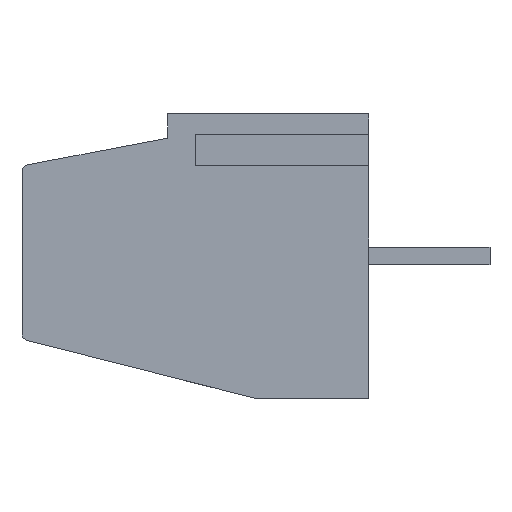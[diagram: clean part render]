
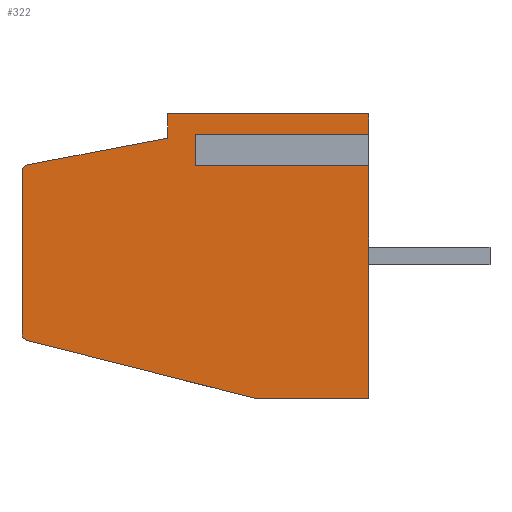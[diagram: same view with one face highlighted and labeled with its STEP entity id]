
A CAD part, left-side view. The second image highlights one B-rep face of the part: STEP entity #322.
In plain terms, the highlighted planar face has unit normal (-1, 0, 0).
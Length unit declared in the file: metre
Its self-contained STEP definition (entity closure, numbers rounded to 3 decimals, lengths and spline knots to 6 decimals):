
#322=ADVANCED_FACE('0:276',(#690),#691,.T.);
#690=FACE_OUTER_BOUND('',#1086,.T.);
#691=PLANE('',#1087);
#1086=EDGE_LOOP('',(#1989,#1990,#1991,#1992,#1993,#1994,#1995,#1996,#1997,#1998,#1999,#2000,#2001));
#1087=AXIS2_PLACEMENT_3D('',#2002,#2003,#2004);
#1989=ORIENTED_EDGE('',*,*,#2532,.T.);
#1990=ORIENTED_EDGE('',*,*,#2529,.T.);
#1991=ORIENTED_EDGE('',*,*,#2526,.T.);
#1992=ORIENTED_EDGE('',*,*,#2490,.T.);
#1993=ORIENTED_EDGE('',*,*,#2467,.T.);
#1994=ORIENTED_EDGE('',*,*,#2636,.T.);
#1995=ORIENTED_EDGE('',*,*,#2637,.T.);
#1996=ORIENTED_EDGE('',*,*,#2638,.F.);
#1997=ORIENTED_EDGE('',*,*,#2463,.T.);
#1998=ORIENTED_EDGE('',*,*,#2367,.T.);
#1999=ORIENTED_EDGE('',*,*,#2363,.T.);
#2000=ORIENTED_EDGE('',*,*,#2360,.T.);
#2001=ORIENTED_EDGE('',*,*,#2357,.T.);
#2002=CARTESIAN_POINT('',(-0.0075,0.0,0.0));
#2003=DIRECTION('',(-1.0,0.0,0.0));
#2004=DIRECTION('',(0.0,0.0,1.0));
#2357=EDGE_CURVE('0:426',#2837,#2835,#2838,.T.);
#2360=EDGE_CURVE('0:432',#2841,#2837,#2842,.T.);
#2363=EDGE_CURVE('0:438',#2845,#2841,#2846,.T.);
#2367=EDGE_CURVE('0:447',#2851,#2845,#2852,.T.);
#2463=EDGE_CURVE('0:666',#2999,#2851,#3000,.T.);
#2467=EDGE_CURVE('0:678',#2996,#3005,#3007,.T.);
#2490=EDGE_CURVE('0:729',#3040,#2996,#3041,.T.);
#2526=EDGE_CURVE('0:819',#3098,#3040,#3099,.T.);
#2529=EDGE_CURVE('0:825',#3102,#3098,#3103,.T.);
#2532=EDGE_CURVE('0:831',#2835,#3102,#3106,.T.);
#2636=EDGE_CURVE('0:1077',#3005,#3238,#3239,.T.);
#2637=EDGE_CURVE('0:1080',#3238,#3240,#3241,.T.);
#2638=EDGE_CURVE('0:1083',#2999,#3240,#3242,.T.);
#2835=VERTEX_POINT('',#3582);
#2837=VERTEX_POINT('',#3585);
#2838=CIRCLE('',#3586,0.0002);
#2841=VERTEX_POINT('',#3590);
#2842=LINE('',#3591,#3592);
#2845=VERTEX_POINT('',#3596);
#2846=LINE('',#3597,#3598);
#2851=VERTEX_POINT('',#3605);
#2852=LINE('',#3606,#3607);
#2996=VERTEX_POINT('',#3821);
#2999=VERTEX_POINT('',#3826);
#3000=LINE('',#3827,#3828);
#3005=VERTEX_POINT('',#3835);
#3007=LINE('',#3838,#3839);
#3040=VERTEX_POINT('',#3888);
#3041=LINE('',#3889,#3890);
#3098=VERTEX_POINT('',#3976);
#3099=LINE('',#3977,#3978);
#3102=VERTEX_POINT('',#3982);
#3103=CIRCLE('',#3983,0.0002);
#3106=LINE('',#3987,#3988);
#3238=VERTEX_POINT('',#4210);
#3239=LINE('',#4211,#4212);
#3240=VERTEX_POINT('',#4213);
#3241=LINE('',#4214,#4215);
#3242=LINE('',#4216,#4217);
#3582=CARTESIAN_POINT('',(-0.0075,0.005,-0.001666));
#3585=CARTESIAN_POINT('',(-0.0075,0.004837,-0.001469));
#3586=AXIS2_PLACEMENT_3D('',#4482,#4483,#4484);
#3590=CARTESIAN_POINT('',(-0.0075,0.0008,-0.0007));
#3591=CARTESIAN_POINT('',(-0.0075,0.0008,-0.0007));
#3592=VECTOR('',#4486,0.00411);
#3596=CARTESIAN_POINT('',(-0.0075,0.0008,0.0));
#3597=CARTESIAN_POINT('',(-0.0075,0.0008,0.0));
#3598=VECTOR('',#4488,0.0007);
#3605=CARTESIAN_POINT('',(-0.0075,-0.005,0.0));
#3606=CARTESIAN_POINT('',(-0.0075,-0.005,0.0));
#3607=VECTOR('',#4491,0.0058);
#3821=CARTESIAN_POINT('',(-0.0075,-0.005,-0.0082));
#3826=CARTESIAN_POINT('',(-0.0075,-0.005,-0.0008));
#3827=CARTESIAN_POINT('',(-0.0075,-0.005,-0.0008));
#3828=VECTOR('',#4564,0.0008);
#3835=CARTESIAN_POINT('',(-0.0075,-0.005,-0.0013));
#3838=CARTESIAN_POINT('',(-0.0075,-0.005,-0.0082));
#3839=VECTOR('',#4568,0.0069);
#3888=CARTESIAN_POINT('',(-0.0075,-0.0017,-0.0082));
#3889=CARTESIAN_POINT('',(-0.0075,-0.0017,-0.0082));
#3890=VECTOR('',#4585,0.0033);
#3976=CARTESIAN_POINT('',(-0.0075,0.004849,-0.006538));
#3977=CARTESIAN_POINT('',(-0.0075,0.004849,-0.006538));
#3978=VECTOR('',#4615,0.006757);
#3982=CARTESIAN_POINT('',(-0.0075,0.005,-0.006344));
#3983=AXIS2_PLACEMENT_3D('',#4617,#4618,#4619);
#3987=CARTESIAN_POINT('',(-0.0075,0.005,-0.001666));
#3988=VECTOR('',#4621,0.004679);
#4210=CARTESIAN_POINT('',(-0.0075,0.0,-0.0013));
#4211=CARTESIAN_POINT('',(-0.0075,-0.005,-0.0013));
#4212=VECTOR('',#4742,0.005);
#4213=CARTESIAN_POINT('',(-0.0075,0.0,-0.0008));
#4214=CARTESIAN_POINT('',(-0.0075,0.0,-0.0013));
#4215=VECTOR('',#4743,0.0005);
#4216=CARTESIAN_POINT('',(-0.0075,-0.005,-0.0008));
#4217=VECTOR('',#4744,0.005);
#4482=CARTESIAN_POINT('',(-0.0075,0.0048,-0.001666));
#4483=DIRECTION('',(-1.0,0.0,0.0));
#4484=DIRECTION('',(0.0,0.187,0.982));
#4486=DIRECTION('',(0.0,0.982,-0.187));
#4488=DIRECTION('',(0.0,0.0,-1.0));
#4491=DIRECTION('',(0.0,1.0,0.0));
#4564=DIRECTION('',(0.0,0.0,1.0));
#4568=DIRECTION('',(0.0,0.0,1.0));
#4585=DIRECTION('',(0.0,-1.0,0.0));
#4615=DIRECTION('',(0.0,-0.969,-0.246));
#4617=CARTESIAN_POINT('',(-0.0075,0.0048,-0.006344));
#4618=DIRECTION('',(-1.0,0.0,0.0));
#4619=DIRECTION('',(0.0,1.0,0.0));
#4621=DIRECTION('',(0.0,0.0,-1.0));
#4742=DIRECTION('',(0.0,1.0,0.0));
#4743=DIRECTION('',(0.0,0.0,1.0));
#4744=DIRECTION('',(0.0,1.0,0.0));
